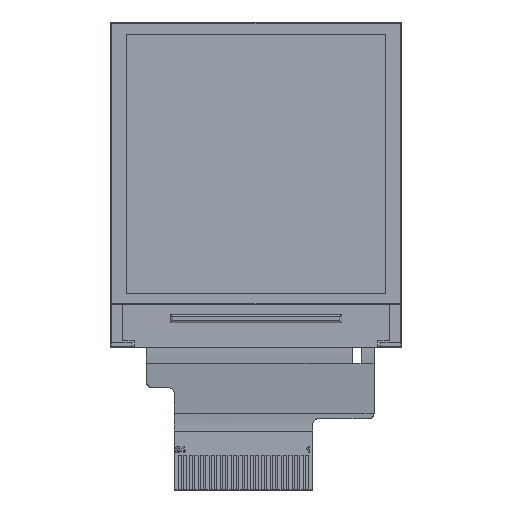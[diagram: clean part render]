
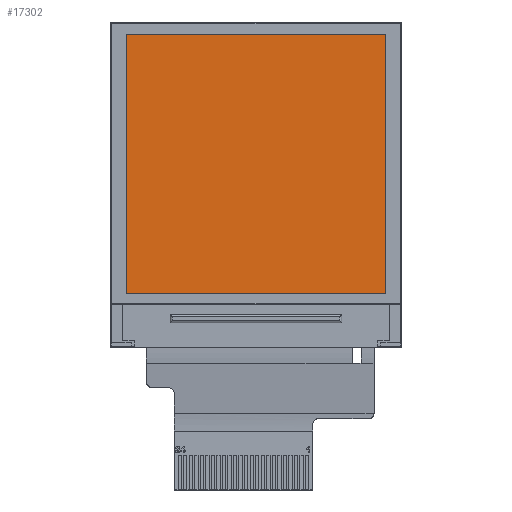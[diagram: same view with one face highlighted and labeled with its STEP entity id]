
A CAD part, top view. The second image highlights one B-rep face of the part: STEP entity #17302.
In plain terms, the highlighted planar face has unit normal (0, 0, 1).
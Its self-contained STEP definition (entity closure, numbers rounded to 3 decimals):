
#1092=LINE('',#25916,#2100);
#1094=LINE('',#25920,#2102);
#1096=LINE('',#25924,#2104);
#1098=LINE('',#25928,#2106);
#2100=VECTOR('',#20326,1000.);
#2102=VECTOR('',#20330,1000.);
#2104=VECTOR('',#20334,1000.);
#2106=VECTOR('',#20338,1000.);
#4763=ORIENTED_EDGE('',*,*,#7422,.F.);
#4764=ORIENTED_EDGE('',*,*,#7428,.F.);
#4765=ORIENTED_EDGE('',*,*,#7426,.F.);
#4766=ORIENTED_EDGE('',*,*,#7424,.F.);
#7422=EDGE_CURVE('',#8890,#8891,#1092,.T.);
#7424=EDGE_CURVE('',#8891,#8892,#1094,.T.);
#7426=EDGE_CURVE('',#8892,#8893,#1096,.T.);
#7428=EDGE_CURVE('',#8893,#8890,#1098,.T.);
#8890=VERTEX_POINT('',#25915);
#8891=VERTEX_POINT('',#25917);
#8892=VERTEX_POINT('',#25921);
#8893=VERTEX_POINT('',#25925);
#10326=EDGE_LOOP('',(#4763,#4764,#4765,#4766));
#11095=FACE_BOUND('',#10326,.T.);
#11734=PLANE('',#18209);
#17302=ADVANCED_FACE('',(#11095),#11734,.F.);
#18209=AXIS2_PLACEMENT_3D('',#25929,#20339,#20340);
#20326=DIRECTION('',(0.,1.,0.));
#20330=DIRECTION('',(1.,0.,0.));
#20334=DIRECTION('',(0.,-1.,0.));
#20338=DIRECTION('',(-1.,0.,0.));
#20339=DIRECTION('',(0.,0.,-1.));
#20340=DIRECTION('',(-1.,0.,0.));
#25915=CARTESIAN_POINT('',(-11.7,-9.861,1.435));
#25916=CARTESIAN_POINT('',(-11.7,-9.861,1.435));
#25917=CARTESIAN_POINT('',(-11.7,13.539,1.435));
#25920=CARTESIAN_POINT('',(-11.7,13.539,1.435));
#25921=CARTESIAN_POINT('',(11.7,13.539,1.435));
#25924=CARTESIAN_POINT('',(11.7,13.539,1.435));
#25925=CARTESIAN_POINT('',(11.7,-9.861,1.435));
#25928=CARTESIAN_POINT('',(11.7,-9.861,1.435));
#25929=CARTESIAN_POINT('',(0.,0.,1.435));
